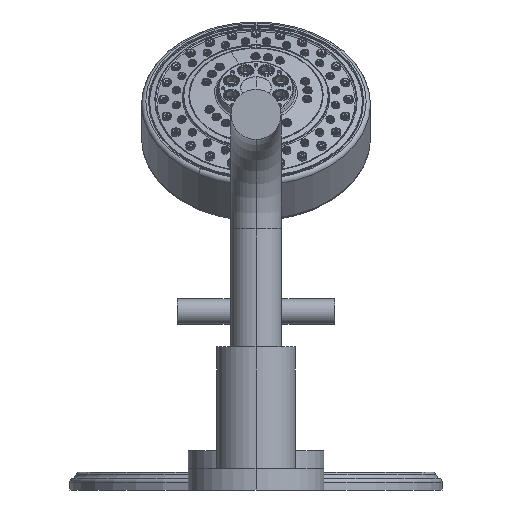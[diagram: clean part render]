
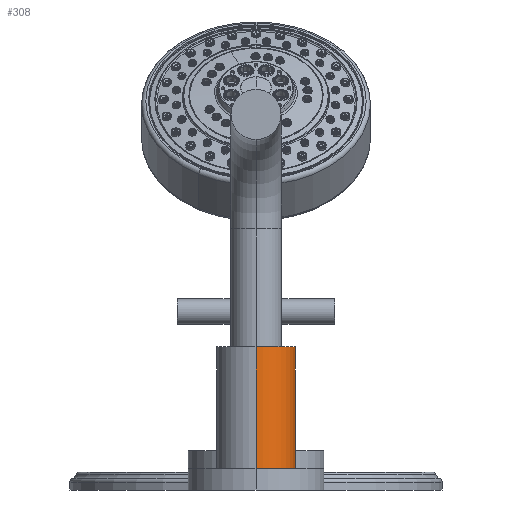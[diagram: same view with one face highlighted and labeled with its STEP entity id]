
A CAD part, front view. The second image highlights one B-rep face of the part: STEP entity #308.
In plain terms, the highlighted cylindrical face has radius 17.462 mm (diameter 34.925 mm), a partial arc.
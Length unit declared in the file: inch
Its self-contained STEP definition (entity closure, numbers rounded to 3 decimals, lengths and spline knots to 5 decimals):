
#77=CARTESIAN_POINT('',(0.,-7.,0.375));
#78=DIRECTION('',(0.,0.,-1.));
#79=DIRECTION('',(0.,1.,0.));
#80=AXIS2_PLACEMENT_3D('',#77,#78,#79);
#82=CARTESIAN_POINT('',(0.,-7.,2.5));
#83=DIRECTION('',(0.,0.,-1.));
#84=DIRECTION('',(0.,1.,0.));
#85=AXIS2_PLACEMENT_3D('',#82,#83,#84);
#120=DIRECTION('',(0.,0.,1.));
#121=VECTOR('',#120,2.125);
#122=CARTESIAN_POINT('',(0.,-6.3125,0.375));
#123=LINE('',#122,#121);
#129=DIRECTION('',(0.,0.,1.));
#130=VECTOR('',#129,2.125);
#131=CARTESIAN_POINT('',(0.,-7.6875,0.375));
#132=LINE('',#131,#130);
#142=CARTESIAN_POINT('',(0.,-6.3125,2.5));
#143=CARTESIAN_POINT('',(0.,-7.6875,2.5));
#144=VERTEX_POINT('',#142);
#145=VERTEX_POINT('',#143);
#166=CARTESIAN_POINT('',(0.,-6.3125,0.375));
#167=CARTESIAN_POINT('',(0.,-7.6875,0.375));
#168=VERTEX_POINT('',#166);
#169=VERTEX_POINT('',#167);
#294=CARTESIAN_POINT('',(0.,-7.,2.625));
#295=DIRECTION('',(0.,0.,-1.));
#296=DIRECTION('',(0.,-1.,0.));
#297=AXIS2_PLACEMENT_3D('',#294,#295,#296);
#298=CYLINDRICAL_SURFACE('',#297,0.6875);
#300=ORIENTED_EDGE('',*,*,#299,.T.);
#302=ORIENTED_EDGE('',*,*,#301,.T.);
#303=ORIENTED_EDGE('',*,*,#282,.F.);
#305=ORIENTED_EDGE('',*,*,#304,.F.);
#306=EDGE_LOOP('',(#300,#302,#303,#305));
#307=FACE_OUTER_BOUND('',#306,.F.);
#308=ADVANCED_FACE('',(#307),#298,.T.);
#81=CIRCLE('',#80,0.6875);
#86=CIRCLE('',#85,0.6875);
#282=EDGE_CURVE('',#144,#145,#86,.T.);
#299=EDGE_CURVE('',#168,#169,#81,.T.);
#301=EDGE_CURVE('',#169,#145,#132,.T.);
#304=EDGE_CURVE('',#168,#144,#123,.T.);
